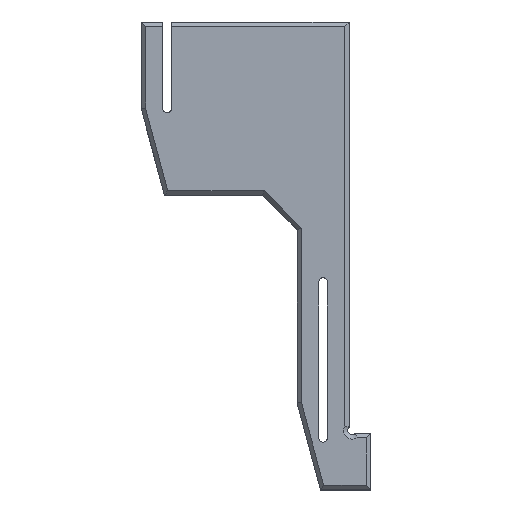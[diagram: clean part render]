
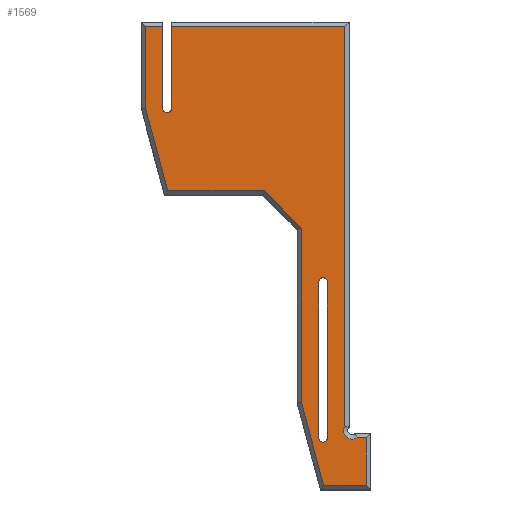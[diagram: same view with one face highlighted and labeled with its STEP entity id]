
A CAD part, top view. The second image highlights one B-rep face of the part: STEP entity #1569.
In plain terms, the highlighted planar face has unit normal (0, 0, 1).
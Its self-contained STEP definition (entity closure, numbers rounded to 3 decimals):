
#24=CIRCLE('',#1657,0.5);
#26=CIRCLE('',#1676,0.25);
#27=CIRCLE('',#1677,0.25);
#28=CIRCLE('',#1678,0.25);
#41=FACE_BOUND('',#263,.T.);
#87=PLANE('',#1675);
#169=FACE_OUTER_BOUND('',#262,.T.);
#262=EDGE_LOOP('',(#1324,#1325,#1326,#1327,#1328,#1329,#1330,#1331,#1332,
#1333,#1334,#1335,#1336,#1337,#1338,#1339));
#263=EDGE_LOOP('',(#1340,#1341,#1342,#1343));
#381=LINE('',#2417,#568);
#383=LINE('',#2421,#570);
#384=LINE('',#2443,#571);
#387=LINE('',#2450,#574);
#392=LINE('',#2460,#579);
#394=LINE('',#2463,#581);
#397=LINE('',#2469,#584);
#400=LINE('',#2475,#587);
#403=LINE('',#2481,#590);
#406=LINE('',#2487,#593);
#409=LINE('',#2493,#596);
#411=LINE('',#2497,#598);
#430=LINE('',#2534,#617);
#434=LINE('',#2542,#621);
#435=LINE('',#2548,#622);
#436=LINE('',#2551,#623);
#568=VECTOR('',#1855,10.);
#570=VECTOR('',#1859,10.);
#571=VECTOR('',#1868,10.);
#574=VECTOR('',#1873,10.);
#579=VECTOR('',#1880,10.);
#581=VECTOR('',#1884,10.);
#584=VECTOR('',#1889,10.);
#587=VECTOR('',#1894,10.);
#590=VECTOR('',#1899,10.);
#593=VECTOR('',#1904,10.);
#596=VECTOR('',#1909,10.);
#598=VECTOR('',#1913,10.);
#617=VECTOR('',#1944,10.);
#621=VECTOR('',#1950,10.);
#622=VECTOR('',#1955,10.);
#623=VECTOR('',#1958,10.);
#765=VERTEX_POINT('',#2414);
#766=VERTEX_POINT('',#2416);
#767=VERTEX_POINT('',#2420);
#768=VERTEX_POINT('',#2427);
#770=VERTEX_POINT('',#2442);
#772=VERTEX_POINT('',#2448);
#773=VERTEX_POINT('',#2449);
#777=VERTEX_POINT('',#2459);
#779=VERTEX_POINT('',#2468);
#781=VERTEX_POINT('',#2474);
#783=VERTEX_POINT('',#2480);
#785=VERTEX_POINT('',#2486);
#787=VERTEX_POINT('',#2492);
#788=VERTEX_POINT('',#2496);
#800=VERTEX_POINT('',#2533);
#803=VERTEX_POINT('',#2541);
#804=VERTEX_POINT('',#2544);
#805=VERTEX_POINT('',#2545);
#806=VERTEX_POINT('',#2547);
#807=VERTEX_POINT('',#2549);
#936=EDGE_CURVE('',#765,#766,#381,.T.);
#938=EDGE_CURVE('',#766,#767,#383,.T.);
#940=EDGE_CURVE('',#767,#768,#24,.T.);
#943=EDGE_CURVE('',#768,#770,#384,.T.);
#946=EDGE_CURVE('',#772,#773,#387,.T.);
#951=EDGE_CURVE('',#773,#777,#392,.T.);
#953=EDGE_CURVE('',#770,#772,#394,.T.);
#956=EDGE_CURVE('',#777,#779,#397,.T.);
#959=EDGE_CURVE('',#779,#781,#400,.T.);
#962=EDGE_CURVE('',#781,#783,#403,.T.);
#965=EDGE_CURVE('',#783,#785,#406,.T.);
#968=EDGE_CURVE('',#785,#787,#409,.T.);
#970=EDGE_CURVE('',#787,#788,#411,.T.);
#989=EDGE_CURVE('',#800,#788,#430,.T.);
#993=EDGE_CURVE('',#765,#803,#434,.T.);
#994=EDGE_CURVE('',#803,#800,#26,.T.);
#995=EDGE_CURVE('',#804,#805,#27,.T.);
#996=EDGE_CURVE('',#805,#806,#435,.T.);
#997=EDGE_CURVE('',#806,#807,#28,.T.);
#998=EDGE_CURVE('',#807,#804,#436,.T.);
#1324=ORIENTED_EDGE('',*,*,#970,.F.);
#1325=ORIENTED_EDGE('',*,*,#968,.F.);
#1326=ORIENTED_EDGE('',*,*,#965,.F.);
#1327=ORIENTED_EDGE('',*,*,#962,.F.);
#1328=ORIENTED_EDGE('',*,*,#959,.F.);
#1329=ORIENTED_EDGE('',*,*,#956,.F.);
#1330=ORIENTED_EDGE('',*,*,#951,.F.);
#1331=ORIENTED_EDGE('',*,*,#946,.F.);
#1332=ORIENTED_EDGE('',*,*,#953,.F.);
#1333=ORIENTED_EDGE('',*,*,#943,.F.);
#1334=ORIENTED_EDGE('',*,*,#940,.F.);
#1335=ORIENTED_EDGE('',*,*,#938,.F.);
#1336=ORIENTED_EDGE('',*,*,#936,.F.);
#1337=ORIENTED_EDGE('',*,*,#993,.T.);
#1338=ORIENTED_EDGE('',*,*,#994,.T.);
#1339=ORIENTED_EDGE('',*,*,#989,.T.);
#1340=ORIENTED_EDGE('',*,*,#995,.T.);
#1341=ORIENTED_EDGE('',*,*,#996,.T.);
#1342=ORIENTED_EDGE('',*,*,#997,.T.);
#1343=ORIENTED_EDGE('',*,*,#998,.T.);
#1569=ADVANCED_FACE('',(#169,#41),#87,.T.);
#1657=AXIS2_PLACEMENT_3D('',#2428,#1862,#1863);
#1675=AXIS2_PLACEMENT_3D('',#2540,#1948,#1949);
#1676=AXIS2_PLACEMENT_3D('',#2543,#1951,#1952);
#1677=AXIS2_PLACEMENT_3D('',#2546,#1953,#1954);
#1678=AXIS2_PLACEMENT_3D('',#2550,#1956,#1957);
#1855=DIRECTION('',(1.,0.,0.));
#1859=DIRECTION('',(0.,-1.,0.));
#1862=DIRECTION('center_axis',(0.,0.,1.));
#1863=DIRECTION('ref_axis',(-1.,0.,0.));
#1868=DIRECTION('',(1.,0.,0.));
#1873=DIRECTION('',(-1.,0.,0.));
#1880=DIRECTION('',(-0.259,0.966,0.));
#1884=DIRECTION('',(0.,-1.,0.));
#1889=DIRECTION('',(0.,1.,0.));
#1894=DIRECTION('',(-0.707,0.707,0.));
#1899=DIRECTION('',(-1.,0.,0.));
#1904=DIRECTION('',(-0.259,0.966,0.));
#1909=DIRECTION('',(0.,1.,0.));
#1913=DIRECTION('',(1.,0.,0.));
#1944=DIRECTION('',(0.,1.,0.));
#1948=DIRECTION('center_axis',(0.,0.,1.));
#1949=DIRECTION('ref_axis',(1.,0.,0.));
#1950=DIRECTION('',(0.,-1.,0.));
#1951=DIRECTION('center_axis',(0.,0.,-1.));
#1952=DIRECTION('ref_axis',(1.,0.,0.));
#1953=DIRECTION('center_axis',(0.,0.,-1.));
#1954=DIRECTION('ref_axis',(-1.,0.,0.));
#1955=DIRECTION('',(0.,-1.,0.));
#1956=DIRECTION('center_axis',(0.,0.,-1.));
#1957=DIRECTION('ref_axis',(1.,0.,0.));
#1958=DIRECTION('',(0.,1.,0.));
#2414=CARTESIAN_POINT('',(5.6,26.75,-4.05));
#2416=CARTESIAN_POINT('',(15.6,26.75,-4.05));
#2417=CARTESIAN_POINT('',(6.85,26.75,-4.05));
#2420=CARTESIAN_POINT('',(15.6,3.687,-4.05));
#2421=CARTESIAN_POINT('',(15.6,20.25,-4.05));
#2427=CARTESIAN_POINT('',(16.308,3.013,-4.05));
#2428=CARTESIAN_POINT('Origin',(16.027,3.427,-4.05));
#2442=CARTESIAN_POINT('',(16.85,3.,-4.05));
#2443=CARTESIAN_POINT('',(12.85,3.,-4.05));
#2448=CARTESIAN_POINT('',(16.85,0.25,-4.05));
#2449=CARTESIAN_POINT('',(14.382,0.25,-4.05));
#2450=CARTESIAN_POINT('',(12.85,0.25,-4.05));
#2459=CARTESIAN_POINT('',(13.1,5.033,-4.05));
#2460=CARTESIAN_POINT('',(12.598,6.905,-4.05));
#2463=CARTESIAN_POINT('',(16.85,7.563,-4.05));
#2468=CARTESIAN_POINT('',(13.1,15.104,-4.05));
#2469=CARTESIAN_POINT('',(13.1,9.25,-4.05));
#2474=CARTESIAN_POINT('',(10.954,17.25,-4.05));
#2475=CARTESIAN_POINT('',(12.652,15.552,-4.05));
#2480=CARTESIAN_POINT('',(5.382,17.25,-4.05));
#2481=CARTESIAN_POINT('',(10.35,17.25,-4.05));
#2486=CARTESIAN_POINT('',(4.1,22.033,-4.05));
#2487=CARTESIAN_POINT('',(6.025,14.849,-4.05));
#2492=CARTESIAN_POINT('',(4.1,26.75,-4.05));
#2493=CARTESIAN_POINT('',(4.1,17.75,-4.05));
#2496=CARTESIAN_POINT('',(5.1,26.75,-4.05));
#2497=CARTESIAN_POINT('',(6.85,26.75,-4.05));
#2533=CARTESIAN_POINT('',(5.1,22.,-4.05));
#2534=CARTESIAN_POINT('',(5.1,17.75,-4.05));
#2540=CARTESIAN_POINT('Origin',(9.85,13.5,-4.05));
#2541=CARTESIAN_POINT('',(5.6,22.,-4.05));
#2542=CARTESIAN_POINT('',(5.6,20.25,-4.05));
#2543=CARTESIAN_POINT('Origin',(5.35,22.,-4.05));
#2544=CARTESIAN_POINT('',(14.1,12.,-4.05));
#2545=CARTESIAN_POINT('',(14.6,12.,-4.05));
#2546=CARTESIAN_POINT('Origin',(14.35,12.,-4.05));
#2547=CARTESIAN_POINT('',(14.6,3.,-4.05));
#2548=CARTESIAN_POINT('',(14.6,12.75,-4.05));
#2549=CARTESIAN_POINT('',(14.1,3.,-4.05));
#2550=CARTESIAN_POINT('Origin',(14.35,3.,-4.05));
#2551=CARTESIAN_POINT('',(14.1,8.25,-4.05));
